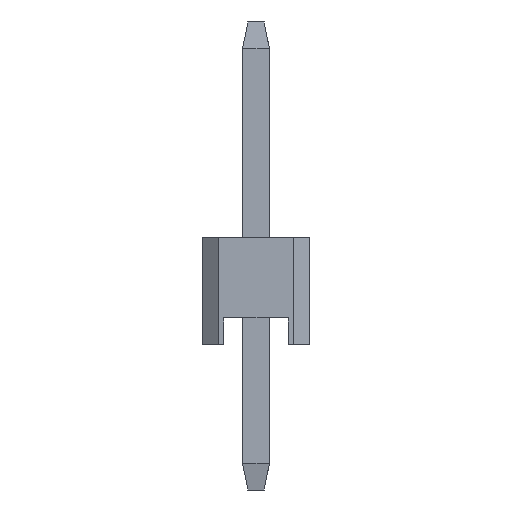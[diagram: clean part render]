
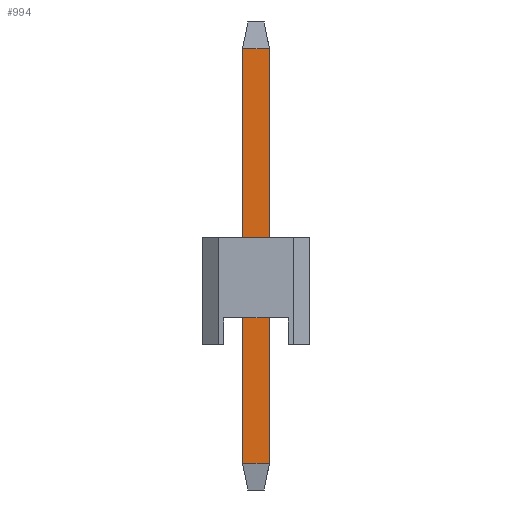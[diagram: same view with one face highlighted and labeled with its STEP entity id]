
A CAD part, left-side view. The second image highlights one B-rep face of the part: STEP entity #994.
In plain terms, the highlighted planar face has unit normal (-1, 0, 0).
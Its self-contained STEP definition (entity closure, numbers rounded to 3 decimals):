
#994=ADVANCED_FACE('',(#1652),#10502,.T.);
#1652=FACE_OUTER_BOUND('',#2360,.T.);
#2360=EDGE_LOOP('',(#5557,#5558,#5559,#5560));
#5557=ORIENTED_EDGE('',*,*,#7204,.F.);
#5558=ORIENTED_EDGE('',*,*,#7205,.F.);
#5559=ORIENTED_EDGE('',*,*,#7206,.F.);
#5560=ORIENTED_EDGE('',*,*,#7203,.F.);
#7203=EDGE_CURVE('',#9845,#9846,#8821,.T.);
#7204=EDGE_CURVE('',#9847,#9845,#8822,.T.);
#7205=EDGE_CURVE('',#9848,#9847,#8823,.T.);
#7206=EDGE_CURVE('',#9846,#9848,#8824,.T.);
#8821=B_SPLINE_CURVE_WITH_KNOTS('',1,(#16715,#16716),.UNSPECIFIED.,.F.,
 .F.,(2,2),(-7.7,0.),.UNSPECIFIED.);
#8822=B_SPLINE_CURVE_WITH_KNOTS('',1,(#16717,#16718),.UNSPECIFIED.,.F.,
 .F.,(2,2),(-0.5,0.),.UNSPECIFIED.);
#8823=B_SPLINE_CURVE_WITH_KNOTS('',1,(#16719,#16720),.UNSPECIFIED.,.F.,
 .F.,(2,2),(-7.7,0.),.UNSPECIFIED.);
#8824=B_SPLINE_CURVE_WITH_KNOTS('',1,(#16721,#16722),.UNSPECIFIED.,.F.,
 .F.,(2,2),(-0.5,0.),.UNSPECIFIED.);
#9845=VERTEX_POINT('',#16695);
#9846=VERTEX_POINT('',#16696);
#9847=VERTEX_POINT('',#16697);
#9848=VERTEX_POINT('',#16698);
#10502=PLANE('',#11180);
#11180=AXIS2_PLACEMENT_3D('',#16678,#11841,$);
#11841=DIRECTION('',(-1.,0.,0.));
#16678=CARTESIAN_POINT('',(-0.25,34.04,6.34));
#16695=CARTESIAN_POINT('',(-0.25,34.75,5.51));
#16696=CARTESIAN_POINT('',(-0.25,34.75,-2.19));
#16697=CARTESIAN_POINT('',(-0.25,35.25,5.51));
#16698=CARTESIAN_POINT('',(-0.25,35.25,-2.19));
#16715=CARTESIAN_POINT('',(-0.25,34.75,5.51));
#16716=CARTESIAN_POINT('',(-0.25,34.75,-2.19));
#16717=CARTESIAN_POINT('',(-0.25,35.25,5.51));
#16718=CARTESIAN_POINT('',(-0.25,34.75,5.51));
#16719=CARTESIAN_POINT('',(-0.25,35.25,-2.19));
#16720=CARTESIAN_POINT('',(-0.25,35.25,5.51));
#16721=CARTESIAN_POINT('',(-0.25,34.75,-2.19));
#16722=CARTESIAN_POINT('',(-0.25,35.25,-2.19));
